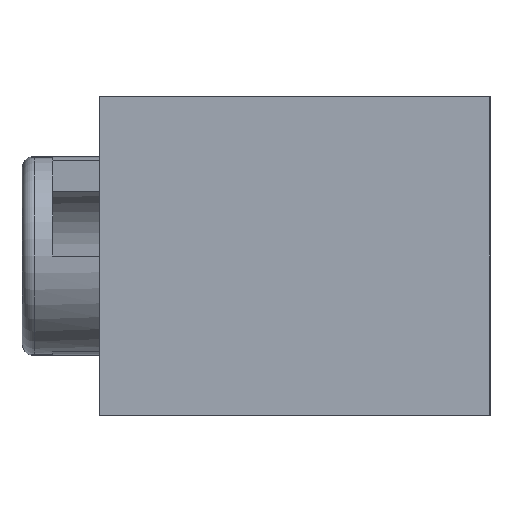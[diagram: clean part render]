
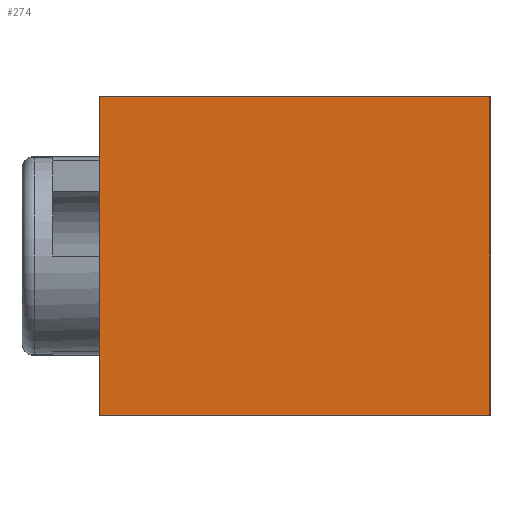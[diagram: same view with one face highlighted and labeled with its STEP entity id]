
A CAD part, left-side view. The second image highlights one B-rep face of the part: STEP entity #274.
In plain terms, the highlighted planar face has unit normal (-1, 0, 0).
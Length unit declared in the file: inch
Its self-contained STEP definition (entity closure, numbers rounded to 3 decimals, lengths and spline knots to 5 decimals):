
#70 = DIRECTION ( 'NONE',  ( 0., 1., 0. ) ) ;
#145 = VERTEX_POINT ( 'NONE', #1234 ) ;
#274 = ADVANCED_FACE ( 'NONE', ( #4809 ), #2624, .T. ) ;
#452 = AXIS2_PLACEMENT_3D ( 'NONE', #2943, #1529, #1457 ) ;
#651 = DIRECTION ( 'NONE',  ( 0., 1., 0. ) ) ;
#789 = LINE ( 'NONE', #2695, #4645 ) ;
#1234 = CARTESIAN_POINT ( 'NONE',  ( -0.62205, 0.18799, 0.15354 ) ) ;
#1457 = DIRECTION ( 'NONE',  ( 0., 0., 1. ) ) ;
#1496 = VECTOR ( 'NONE', #2872, 39.37008 ) ;
#1529 = DIRECTION ( 'NONE',  ( -1., 0., 0. ) ) ;
#1795 = EDGE_CURVE ( 'NONE', #4816, #4006, #2147, .T. ) ;
#1845 = LINE ( 'NONE', #3628, #2709 ) ;
#2098 = DIRECTION ( 'NONE',  ( 0., 0., 1. ) ) ;
#2147 = LINE ( 'NONE', #3956, #2174 ) ;
#2174 = VECTOR ( 'NONE', #2098, 39.37008 ) ;
#2309 = VERTEX_POINT ( 'NONE', #2704 ) ;
#2617 = CARTESIAN_POINT ( 'NONE',  ( -0.62205, -0.18799, 0.15354 ) ) ;
#2624 = PLANE ( 'NONE',  #452 ) ;
#2662 = EDGE_CURVE ( 'NONE', #4006, #145, #789, .T. ) ;
#2695 = CARTESIAN_POINT ( 'NONE',  ( -0.62205, -0.18799, 0.15354 ) ) ;
#2704 = CARTESIAN_POINT ( 'NONE',  ( -0.62205, 0.18799, -0.15354 ) ) ;
#2709 = VECTOR ( 'NONE', #651, 39.37008 ) ;
#2784 = ORIENTED_EDGE ( 'NONE', *, *, #2904, .F. ) ;
#2872 = DIRECTION ( 'NONE',  ( 0., 0., 1. ) ) ;
#2904 = EDGE_CURVE ( 'NONE', #4816, #2309, #1845, .T. ) ;
#2943 = CARTESIAN_POINT ( 'NONE',  ( -0.62205, -0.18799, -0.15354 ) ) ;
#3265 = CARTESIAN_POINT ( 'NONE',  ( -0.62205, 0.18799, -0.15354 ) ) ;
#3628 = CARTESIAN_POINT ( 'NONE',  ( -0.62205, -0.18799, -0.15354 ) ) ;
#3675 = ORIENTED_EDGE ( 'NONE', *, *, #1795, .T. ) ;
#3837 = EDGE_CURVE ( 'NONE', #2309, #145, #4483, .T. ) ;
#3956 = CARTESIAN_POINT ( 'NONE',  ( -0.62205, -0.18799, -0.15354 ) ) ;
#4006 = VERTEX_POINT ( 'NONE', #2617 ) ;
#4096 = CARTESIAN_POINT ( 'NONE',  ( -0.62205, -0.18799, -0.15354 ) ) ;
#4317 = ORIENTED_EDGE ( 'NONE', *, *, #2662, .T. ) ;
#4319 = ORIENTED_EDGE ( 'NONE', *, *, #3837, .F. ) ;
#4483 = LINE ( 'NONE', #3265, #1496 ) ;
#4645 = VECTOR ( 'NONE', #70, 39.37008 ) ;
#4793 = EDGE_LOOP ( 'NONE', ( #4319, #2784, #3675, #4317 ) ) ;
#4809 = FACE_OUTER_BOUND ( 'NONE', #4793, .T. ) ;
#4816 = VERTEX_POINT ( 'NONE', #4096 ) ;
